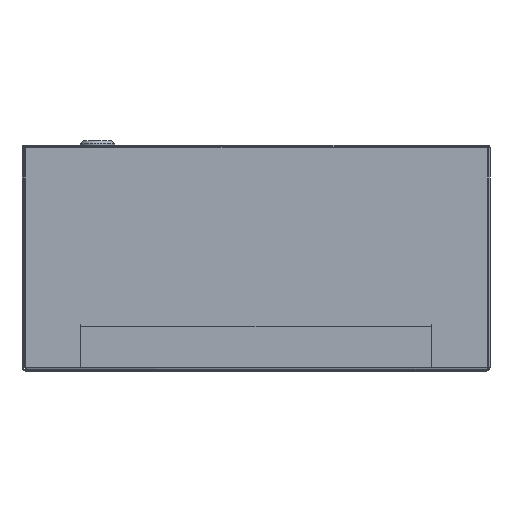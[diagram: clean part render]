
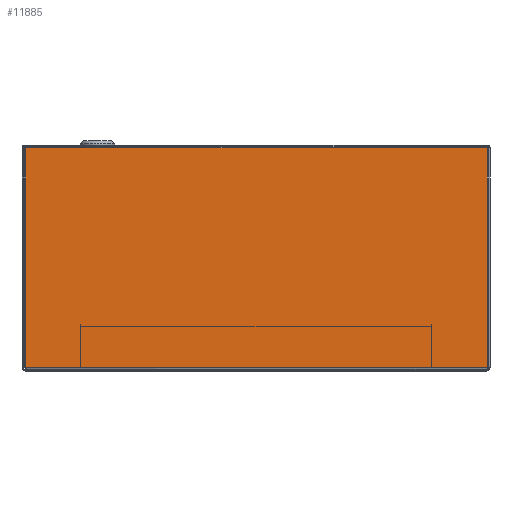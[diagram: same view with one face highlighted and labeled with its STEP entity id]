
A CAD part, front view. The second image highlights one B-rep face of the part: STEP entity #11885.
In plain terms, the highlighted planar face has unit normal (0, -1, 0).
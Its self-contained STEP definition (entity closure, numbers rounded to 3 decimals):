
#1156 = CARTESIAN_POINT ( 'NONE',  ( -297.6, -300., 70.45 ) ) ;
#2022 = DIRECTION ( 'NONE',  ( 0., 0., -1. ) ) ;
#2381 = VERTEX_POINT ( 'NONE', #11800 ) ;
#2412 = DIRECTION ( 'NONE',  ( -1., 0., 0. ) ) ;
#4045 = VECTOR ( 'NONE', #19824, 1000. ) ;
#4628 = CARTESIAN_POINT ( 'NONE',  ( -297.6, -300., -70.45 ) ) ;
#5010 = VECTOR ( 'NONE', #2022, 1000. ) ;
#5304 = VERTEX_POINT ( 'NONE', #18508 ) ;
#6576 = CARTESIAN_POINT ( 'NONE',  ( -297.6, -300., 70.45 ) ) ;
#7600 = VERTEX_POINT ( 'NONE', #4628 ) ;
#8945 = VECTOR ( 'NONE', #17940, 1000. ) ;
#9295 = LINE ( 'NONE', #18954, #12637 ) ;
#11466 = DIRECTION ( 'NONE',  ( -1., 0., 0. ) ) ;
#11503 = LINE ( 'NONE', #1156, #5010 ) ;
#11800 = CARTESIAN_POINT ( 'NONE',  ( -1.7, -300., 70.45 ) ) ;
#11885 = ADVANCED_FACE ( 'NONE', ( #18915 ), #28405, .F. ) ;
#12637 = VECTOR ( 'NONE', #11466, 1000. ) ;
#12957 = LINE ( 'NONE', #20442, #4045 ) ;
#13331 = EDGE_CURVE ( 'NONE', #2381, #5304, #27295, .T. ) ;
#14213 = DIRECTION ( 'NONE',  ( 0., 1., 0. ) ) ;
#14364 = CARTESIAN_POINT ( 'NONE',  ( -0.7, -300., 70.45 ) ) ;
#14644 = EDGE_CURVE ( 'NONE', #7600, #5304, #12957, .T. ) ;
#14843 = VERTEX_POINT ( 'NONE', #6576 ) ;
#17783 = CARTESIAN_POINT ( 'NONE',  ( -1.7, -300., -70.45 ) ) ;
#17940 = DIRECTION ( 'NONE',  ( 0., 0., -1. ) ) ;
#18010 = EDGE_CURVE ( 'NONE', #2381, #14843, #9295, .T. ) ;
#18508 = CARTESIAN_POINT ( 'NONE',  ( -1.7, -300., -70.45 ) ) ;
#18915 = FACE_OUTER_BOUND ( 'NONE', #28478, .T. ) ;
#18954 = CARTESIAN_POINT ( 'NONE',  ( -0.7, -300., 70.45 ) ) ;
#19511 = ORIENTED_EDGE ( 'NONE', *, *, #18010, .T. ) ;
#19824 = DIRECTION ( 'NONE',  ( 1., 0., 0. ) ) ;
#20252 = ORIENTED_EDGE ( 'NONE', *, *, #13331, .F. ) ;
#20442 = CARTESIAN_POINT ( 'NONE',  ( -0.7, -300., -70.45 ) ) ;
#25097 = EDGE_CURVE ( 'NONE', #14843, #7600, #11503, .T. ) ;
#25370 = ORIENTED_EDGE ( 'NONE', *, *, #14644, .T. ) ;
#27295 = LINE ( 'NONE', #17783, #8945 ) ;
#28405 = PLANE ( 'NONE',  #30697 ) ;
#28478 = EDGE_LOOP ( 'NONE', ( #20252, #19511, #29963, #25370 ) ) ;
#29963 = ORIENTED_EDGE ( 'NONE', *, *, #25097, .T. ) ;
#30697 = AXIS2_PLACEMENT_3D ( 'NONE', #14364, #14213, #2412 ) ;
